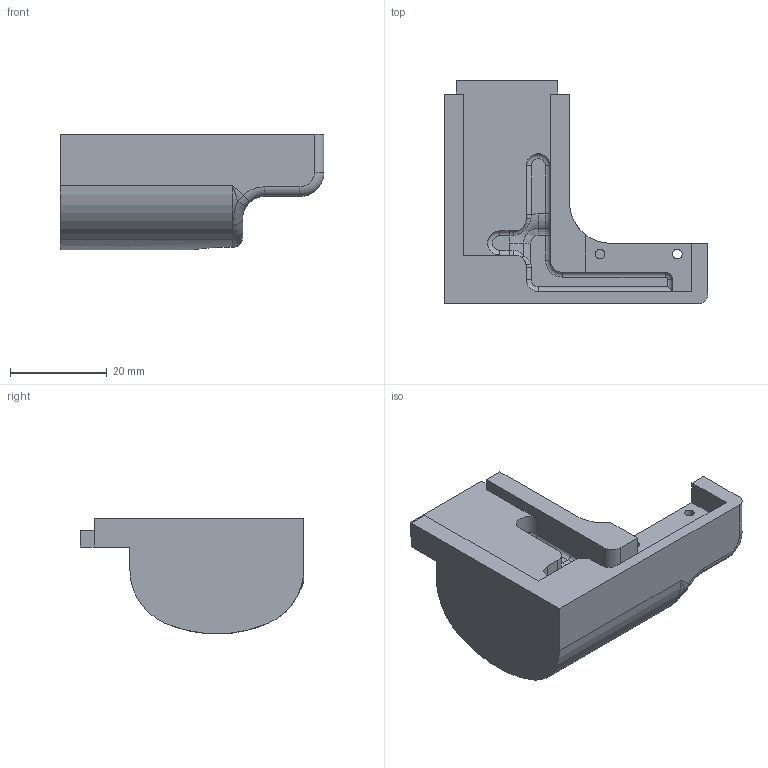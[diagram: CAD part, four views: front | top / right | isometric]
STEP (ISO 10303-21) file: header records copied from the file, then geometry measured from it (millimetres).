
FILE_DESCRIPTION(/* description */ (''),/* implementation_level */ '2;1');
FILE_NAME(/* name */ 'DJ Hero - PCB Mount.step',/* time_stamp */ '2018-08-04T23:56:02-04:00',/* author */ (''),/* organization */ (''),/* preprocessor_version */ 'ST-DEVELOPER v17',/* originating_system */ 'Autodesk Translation Framework v7.1.0.215',/* authorisation */ '');
FILE_SCHEMA (('AUTOMOTIVE_DESIGN { 1 0 10303 214 3 1 1 }'));
Length unit declared in the file: millimetre
Products named in the file (1): DJ Hero - PCB Mount
Bounding box: 54.67 x 46.25 x 24 mm (x, y, z)
Volume: 23147.9 mm3; surface area: 7434.1 mm2
Topology: 1 solids, 1 shells, 89 faces, 228 edges, 141 vertices
Faces by surface type: plane 34, cylinder 30, torus 15, bspline 10
Full cylindrical faces by diameter (mm): 2 x2
Entity records: 3270 total; most frequent: CARTESIAN_POINT 1076, DIRECTION 461, ORIENTED_EDGE 454, EDGE_CURVE 227, AXIS2_PLACEMENT_3D 173, VERTEX_POINT 141, LINE 115, VECTOR 115
